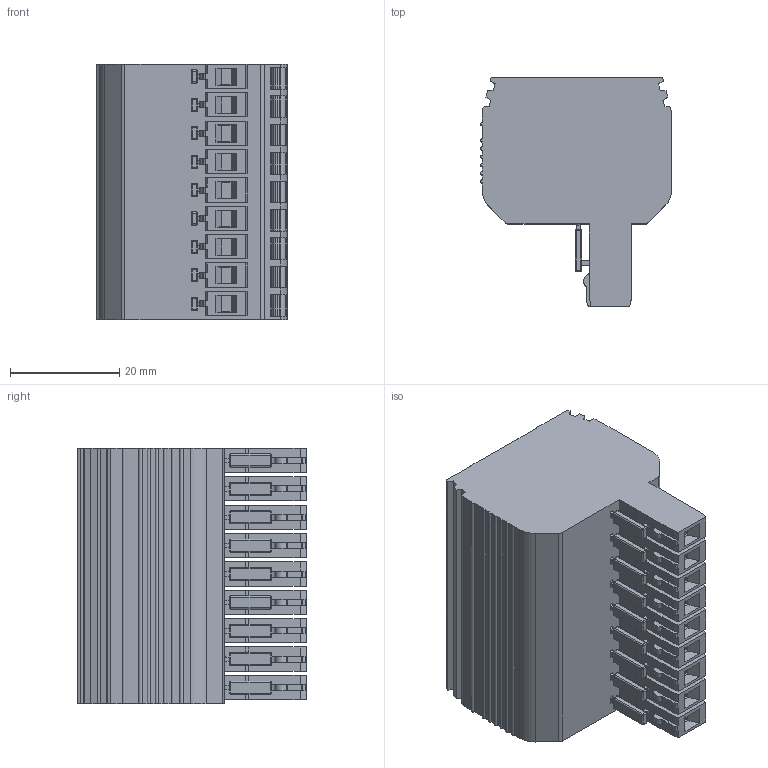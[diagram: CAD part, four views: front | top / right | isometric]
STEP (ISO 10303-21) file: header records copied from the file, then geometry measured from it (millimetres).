
FILE_DESCRIPTION (( 'STEP AP214' ), '1' );
FILE_NAME ('310569_SG_PT 2.5DB_9_Grey.STEP', '2017-10-02T05:06:34', ( '' ), ( '' ), 'SwSTEP 2.0', 'SolidWorks 2017', '' );
FILE_SCHEMA (( 'AUTOMOTIVE_DESIGN' ));
Length unit declared in the file: millimetre
Products named in the file (1): 310569_SG_PT 2.5DB_9_Grey
Bounding box: 34.9 x 41.9 x 46.8 mm (x, y, z)
Volume: 44808.4 mm3; surface area: 12719.7 mm2
Topology: 1 solids, 1 shells, 1530 faces, 4167 edges, 2646 vertices
Faces by surface type: plane 977, cylinder 481, sphere 72
Entity records: 47413 total; most frequent: CARTESIAN_POINT 8407, ORIENTED_EDGE 8190, DIRECTION 8083, EDGE_CURVE 4095, LINE 3079, VECTOR 3079, VERTEX_POINT 2646, AXIS2_PLACEMENT_3D 2502
